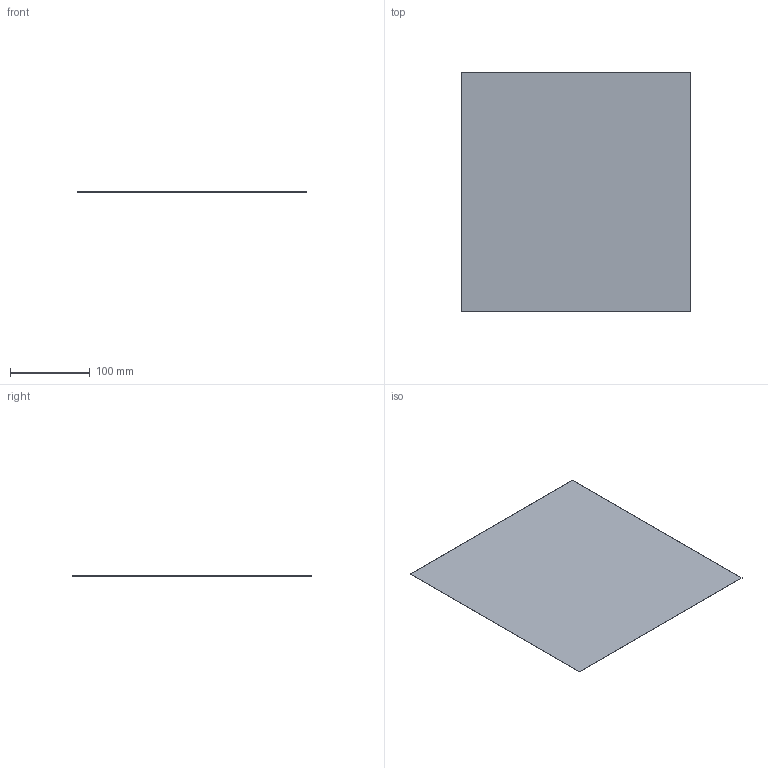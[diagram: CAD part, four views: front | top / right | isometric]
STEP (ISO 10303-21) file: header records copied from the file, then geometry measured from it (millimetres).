
FILE_DESCRIPTION( ( 'Unknown' ), '1' );
FILE_NAME( '404035025.stp', 'Unknown', ( 'Unknown' ), ( 'Unknown' ), 'PSStep 21.0.46', 'Unknown', ' ' );
FILE_SCHEMA( ( 'AUTOMOTIVE_DESIGN { 1 0 10303 214 1 1 1 1 }' ) );
Length unit declared in the file: millimetre
Products named in the file (3): Assem1; Fiberglass Mesh; Filled Silicone
Assembly tree (3 placements, depth 2):
  Assem1
    Fiberglass Mesh
    Filled Silicone  x2
Bounding box: 288 x 300 x 0.25 mm (x, y, z)
Volume: 21600 mm3; surface area: 518694 mm2
Topology: 3 solids, 3 shells, 18 faces, 36 edges, 24 vertices
Faces by surface type: plane 18
Entity records: 466 total; most frequent: CARTESIAN_POINT 56, DIRECTION 56, ORIENTED_EDGE 48, EDGE_CURVE 24, LINE 24, VECTOR 24, AXIS2_PLACEMENT_3D 16, VERTEX_POINT 16
